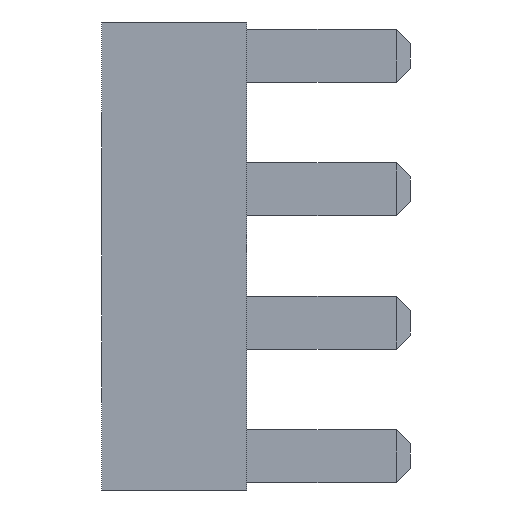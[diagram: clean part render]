
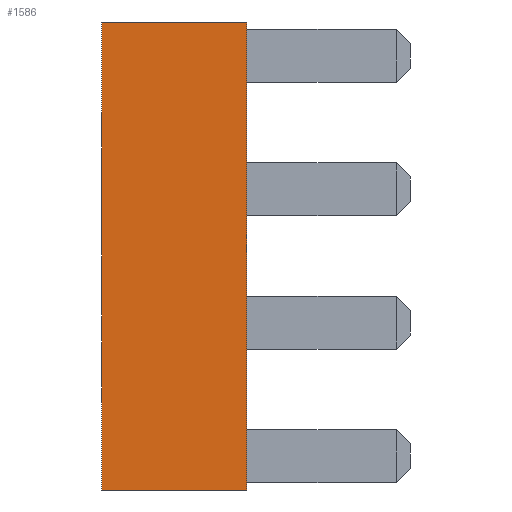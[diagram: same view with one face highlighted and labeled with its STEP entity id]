
A CAD part, left-side view. The second image highlights one B-rep face of the part: STEP entity #1586.
In plain terms, the highlighted planar face has unit normal (-1, 0, 0).
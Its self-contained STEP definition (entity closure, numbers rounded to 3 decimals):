
#80 = VECTOR ( 'NONE', #573, 1000. ) ;
#257 = CARTESIAN_POINT ( 'NONE',  ( -5., 3.1, -5. ) ) ;
#265 = CARTESIAN_POINT ( 'NONE',  ( -5., 3.1, 5. ) ) ;
#427 = CARTESIAN_POINT ( 'NONE',  ( -5., 3.1, -5. ) ) ;
#573 = DIRECTION ( 'NONE',  ( 0., 0., 1. ) ) ;
#587 = CARTESIAN_POINT ( 'NONE',  ( -5., 0., -5. ) ) ;
#616 = VECTOR ( 'NONE', #879, 1000. ) ;
#660 = DIRECTION ( 'NONE',  ( 0., 0., 1. ) ) ;
#781 = DIRECTION ( 'NONE',  ( 0., 0., -1. ) ) ;
#879 = DIRECTION ( 'NONE',  ( 0., -1., 0. ) ) ;
#1053 = LINE ( 'NONE', #3129, #3924 ) ;
#1153 = VECTOR ( 'NONE', #2080, 1000. ) ;
#1183 = VERTEX_POINT ( 'NONE', #2123 ) ;
#1237 = ORIENTED_EDGE ( 'NONE', *, *, #1856, .T. ) ;
#1271 = EDGE_CURVE ( 'NONE', #3687, #1932, #1974, .T. ) ;
#1299 = FACE_OUTER_BOUND ( 'NONE', #3299, .T. ) ;
#1586 = ADVANCED_FACE ( 'NONE', ( #1299 ), #3830, .F. ) ;
#1688 = LINE ( 'NONE', #2695, #80 ) ;
#1832 = EDGE_CURVE ( 'NONE', #1183, #3045, #3872, .T. ) ;
#1856 = EDGE_CURVE ( 'NONE', #1932, #3045, #1688, .T. ) ;
#1932 = VERTEX_POINT ( 'NONE', #587 ) ;
#1974 = LINE ( 'NONE', #257, #1153 ) ;
#1977 = DIRECTION ( 'NONE',  ( 1., 0., 0. ) ) ;
#2050 = ORIENTED_EDGE ( 'NONE', *, *, #1832, .F. ) ;
#2080 = DIRECTION ( 'NONE',  ( 0., -1., 0. ) ) ;
#2123 = CARTESIAN_POINT ( 'NONE',  ( -5., 3.1, 5. ) ) ;
#2154 = ORIENTED_EDGE ( 'NONE', *, *, #3551, .F. ) ;
#2366 = CARTESIAN_POINT ( 'NONE',  ( -5., 0., 5. ) ) ;
#2695 = CARTESIAN_POINT ( 'NONE',  ( -5., 0., -5. ) ) ;
#2732 = ORIENTED_EDGE ( 'NONE', *, *, #1271, .T. ) ;
#3045 = VERTEX_POINT ( 'NONE', #2366 ) ;
#3129 = CARTESIAN_POINT ( 'NONE',  ( -5., 3.1, -5. ) ) ;
#3260 = AXIS2_PLACEMENT_3D ( 'NONE', #427, #1977, #781 ) ;
#3299 = EDGE_LOOP ( 'NONE', ( #1237, #2050, #2154, #2732 ) ) ;
#3551 = EDGE_CURVE ( 'NONE', #3687, #1183, #1053, .T. ) ;
#3623 = CARTESIAN_POINT ( 'NONE',  ( -5., 3.1, -5. ) ) ;
#3687 = VERTEX_POINT ( 'NONE', #3623 ) ;
#3830 = PLANE ( 'NONE',  #3260 ) ;
#3872 = LINE ( 'NONE', #265, #616 ) ;
#3924 = VECTOR ( 'NONE', #660, 1000. ) ;
